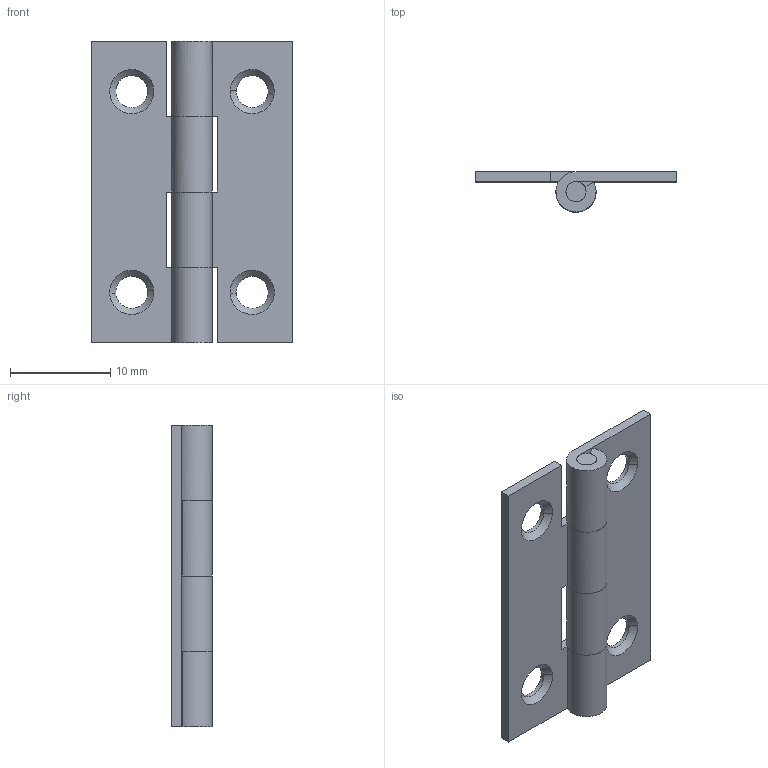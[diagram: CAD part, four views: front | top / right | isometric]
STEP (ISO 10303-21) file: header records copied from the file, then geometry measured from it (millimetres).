
FILE_DESCRIPTION((''),'2;1');
FILE_NAME('','2005-04-20T10:40:28',(''),(''),'','CADfix','');
FILE_SCHEMA(('AUTOMOTIVE_DESIGN'));
Length unit declared in the file: millimetre
Products named in the file (4): shaft; hinge pieceB; hinge pieceA; TH_TM_2_21892_36
Assembly tree (3 placements, depth 2):
  TH_TM_2_21892_36
    shaft
    hinge pieceB
    hinge pieceA
Bounding box: 20 x 4 x 30 mm (x, y, z)
Volume: 813.4 mm3; surface area: 1909.9 mm2
Topology: 3 solids, 3 shells, 52 faces, 164 edges, 118 vertices
Faces by surface type: bspline 52
Entity records: 2115 total; most frequent: CARTESIAN_POINT 1114, ORIENTED_EDGE 328, EDGE_CURVE 164, VERTEX_POINT 118, QUASI_UNIFORM_CURVE 86, EDGE_LOOP 60, FACE_OUTER_BOUND 52, ADVANCED_FACE 52
